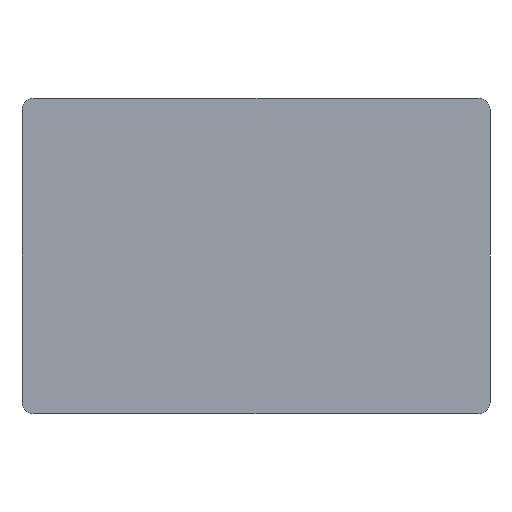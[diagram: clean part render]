
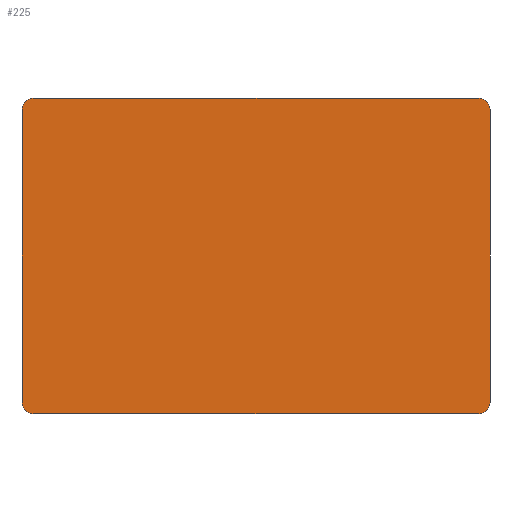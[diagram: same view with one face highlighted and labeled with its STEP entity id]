
A CAD part, front view. The second image highlights one B-rep face of the part: STEP entity #225.
In plain terms, the highlighted planar face has unit normal (0, -1, 0).
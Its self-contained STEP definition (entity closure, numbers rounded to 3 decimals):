
#3 = CIRCLE ( 'NONE', #143, 1. ) ;
#9 = CARTESIAN_POINT ( 'NONE',  ( 1., 0., 1. ) ) ;
#10 = LINE ( 'NONE', #247, #222 ) ;
#12 = CIRCLE ( 'NONE', #337, 1. ) ;
#15 = CARTESIAN_POINT ( 'NONE',  ( 39.707, 0., 26.707 ) ) ;
#17 = CIRCLE ( 'NONE', #44, 1. ) ;
#26 = VECTOR ( 'NONE', #276, 1000. ) ;
#28 = AXIS2_PLACEMENT_3D ( 'NONE', #367, #409, #516 ) ;
#38 = ORIENTED_EDGE ( 'NONE', *, *, #291, .F. ) ;
#44 = AXIS2_PLACEMENT_3D ( 'NONE', #415, #134, #90 ) ;
#48 = DIRECTION ( 'NONE',  ( 0., 0., 1. ) ) ;
#51 = PLANE ( 'NONE',  #112 ) ;
#53 = LINE ( 'NONE', #138, #447 ) ;
#57 = EDGE_CURVE ( 'NONE', #490, #474, #71, .T. ) ;
#62 = CARTESIAN_POINT ( 'NONE',  ( 40., 0., 26. ) ) ;
#64 = CARTESIAN_POINT ( 'NONE',  ( 39., 0., 27. ) ) ;
#68 = CARTESIAN_POINT ( 'NONE',  ( 1., 0., 27. ) ) ;
#71 = LINE ( 'NONE', #479, #26 ) ;
#77 = VERTEX_POINT ( 'NONE', #282 ) ;
#90 = DIRECTION ( 'NONE',  ( -0.707, 0., -0.707 ) ) ;
#96 = CARTESIAN_POINT ( 'NONE',  ( 39., 0., 1. ) ) ;
#105 = EDGE_LOOP ( 'NONE', ( #374, #248, #258, #142, #211, #451, #424, #190, #273, #38, #288, #188 ) ) ;
#109 = CARTESIAN_POINT ( 'NONE',  ( 0., 0., 27. ) ) ;
#112 = AXIS2_PLACEMENT_3D ( 'NONE', #380, #255, #420 ) ;
#119 = CIRCLE ( 'NONE', #414, 1. ) ;
#123 = EDGE_CURVE ( 'NONE', #77, #329, #12, .T. ) ;
#134 = DIRECTION ( 'NONE',  ( 0., 1., 0. ) ) ;
#138 = CARTESIAN_POINT ( 'NONE',  ( 0., 0., 0. ) ) ;
#141 = DIRECTION ( 'NONE',  ( 0.707, 0., 0.707 ) ) ;
#142 = ORIENTED_EDGE ( 'NONE', *, *, #212, .F. ) ;
#143 = AXIS2_PLACEMENT_3D ( 'NONE', #96, #453, #175 ) ;
#145 = CARTESIAN_POINT ( 'NONE',  ( 39.707, 0., 0.293 ) ) ;
#161 = EDGE_CURVE ( 'NONE', #198, #344, #421, .T. ) ;
#166 = CIRCLE ( 'NONE', #216, 1. ) ;
#175 = DIRECTION ( 'NONE',  ( 0.707, 0., -0.707 ) ) ;
#182 = EDGE_CURVE ( 'NONE', #439, #474, #166, .T. ) ;
#186 = DIRECTION ( 'NONE',  ( 0., 0., -1. ) ) ;
#188 = ORIENTED_EDGE ( 'NONE', *, *, #286, .F. ) ;
#190 = ORIENTED_EDGE ( 'NONE', *, *, #57, .T. ) ;
#198 = VERTEX_POINT ( 'NONE', #15 ) ;
#200 = CIRCLE ( 'NONE', #278, 1. ) ;
#204 = DIRECTION ( 'NONE',  ( -0.707, 0., 0.707 ) ) ;
#211 = ORIENTED_EDGE ( 'NONE', *, *, #232, .T. ) ;
#212 = EDGE_CURVE ( 'NONE', #299, #426, #3, .T. ) ;
#216 = AXIS2_PLACEMENT_3D ( 'NONE', #317, #285, #204 ) ;
#222 = VECTOR ( 'NONE', #48, 1000. ) ;
#225 = ADVANCED_FACE ( 'NONE', ( #294 ), #51, .F. ) ;
#231 = CARTESIAN_POINT ( 'NONE',  ( 0.293, 0., 26.707 ) ) ;
#232 = EDGE_CURVE ( 'NONE', #299, #344, #10, .T. ) ;
#243 = DIRECTION ( 'NONE',  ( 0., 1., 0. ) ) ;
#247 = CARTESIAN_POINT ( 'NONE',  ( 40., 0., 0. ) ) ;
#248 = ORIENTED_EDGE ( 'NONE', *, *, #305, .T. ) ;
#255 = DIRECTION ( 'NONE',  ( 0., 1., 0. ) ) ;
#258 = ORIENTED_EDGE ( 'NONE', *, *, #419, .F. ) ;
#273 = ORIENTED_EDGE ( 'NONE', *, *, #182, .F. ) ;
#276 = DIRECTION ( 'NONE',  ( -1., 0., 0. ) ) ;
#278 = AXIS2_PLACEMENT_3D ( 'NONE', #500, #460, #507 ) ;
#282 = CARTESIAN_POINT ( 'NONE',  ( 1., 0., 0. ) ) ;
#285 = DIRECTION ( 'NONE',  ( 0., 1., 0. ) ) ;
#286 = EDGE_CURVE ( 'NONE', #329, #510, #17, .T. ) ;
#288 = ORIENTED_EDGE ( 'NONE', *, *, #365, .T. ) ;
#291 = EDGE_CURVE ( 'NONE', #309, #439, #119, .T. ) ;
#292 = CARTESIAN_POINT ( 'NONE',  ( 0., 0., 26. ) ) ;
#294 = FACE_OUTER_BOUND ( 'NONE', #105, .T. ) ;
#299 = VERTEX_POINT ( 'NONE', #334 ) ;
#305 = EDGE_CURVE ( 'NONE', #77, #326, #53, .T. ) ;
#309 = VERTEX_POINT ( 'NONE', #292 ) ;
#317 = CARTESIAN_POINT ( 'NONE',  ( 1., 0., 26. ) ) ;
#319 = VECTOR ( 'NONE', #186, 1000. ) ;
#326 = VERTEX_POINT ( 'NONE', #410 ) ;
#329 = VERTEX_POINT ( 'NONE', #417 ) ;
#334 = CARTESIAN_POINT ( 'NONE',  ( 40., 0., 1. ) ) ;
#335 = CARTESIAN_POINT ( 'NONE',  ( 1., 0., 26. ) ) ;
#337 = AXIS2_PLACEMENT_3D ( 'NONE', #9, #243, #368 ) ;
#344 = VERTEX_POINT ( 'NONE', #62 ) ;
#348 = LINE ( 'NONE', #109, #319 ) ;
#365 = EDGE_CURVE ( 'NONE', #309, #510, #348, .T. ) ;
#367 = CARTESIAN_POINT ( 'NONE',  ( 39., 0., 26. ) ) ;
#368 = DIRECTION ( 'NONE',  ( -0.707, 0., -0.707 ) ) ;
#372 = DIRECTION ( 'NONE',  ( -0.707, 0., 0.707 ) ) ;
#374 = ORIENTED_EDGE ( 'NONE', *, *, #123, .F. ) ;
#375 = DIRECTION ( 'NONE',  ( 0., 1., 0. ) ) ;
#380 = CARTESIAN_POINT ( 'NONE',  ( 20., 0., 13.5 ) ) ;
#390 = CIRCLE ( 'NONE', #497, 1. ) ;
#400 = CARTESIAN_POINT ( 'NONE',  ( 0., 0., 1. ) ) ;
#409 = DIRECTION ( 'NONE',  ( 0., 1., 0. ) ) ;
#410 = CARTESIAN_POINT ( 'NONE',  ( 39., 0., 0. ) ) ;
#414 = AXIS2_PLACEMENT_3D ( 'NONE', #335, #375, #372 ) ;
#415 = CARTESIAN_POINT ( 'NONE',  ( 1., 0., 1. ) ) ;
#417 = CARTESIAN_POINT ( 'NONE',  ( 0.293, 0., 0.293 ) ) ;
#419 = EDGE_CURVE ( 'NONE', #426, #326, #200, .T. ) ;
#420 = DIRECTION ( 'NONE',  ( 1., 0., 0. ) ) ;
#421 = CIRCLE ( 'NONE', #28, 1. ) ;
#424 = ORIENTED_EDGE ( 'NONE', *, *, #466, .F. ) ;
#425 = CARTESIAN_POINT ( 'NONE',  ( 39., 0., 26. ) ) ;
#426 = VERTEX_POINT ( 'NONE', #145 ) ;
#430 = DIRECTION ( 'NONE',  ( 0., 1., 0. ) ) ;
#439 = VERTEX_POINT ( 'NONE', #231 ) ;
#447 = VECTOR ( 'NONE', #491, 1000. ) ;
#451 = ORIENTED_EDGE ( 'NONE', *, *, #161, .F. ) ;
#453 = DIRECTION ( 'NONE',  ( 0., 1., 0. ) ) ;
#460 = DIRECTION ( 'NONE',  ( 0., 1., 0. ) ) ;
#466 = EDGE_CURVE ( 'NONE', #490, #198, #390, .T. ) ;
#474 = VERTEX_POINT ( 'NONE', #68 ) ;
#479 = CARTESIAN_POINT ( 'NONE',  ( 40., 0., 27. ) ) ;
#490 = VERTEX_POINT ( 'NONE', #64 ) ;
#491 = DIRECTION ( 'NONE',  ( 1., 0., 0. ) ) ;
#497 = AXIS2_PLACEMENT_3D ( 'NONE', #425, #430, #141 ) ;
#500 = CARTESIAN_POINT ( 'NONE',  ( 39., 0., 1. ) ) ;
#507 = DIRECTION ( 'NONE',  ( 0.707, 0., -0.707 ) ) ;
#510 = VERTEX_POINT ( 'NONE', #400 ) ;
#516 = DIRECTION ( 'NONE',  ( 0.707, 0., 0.707 ) ) ;
